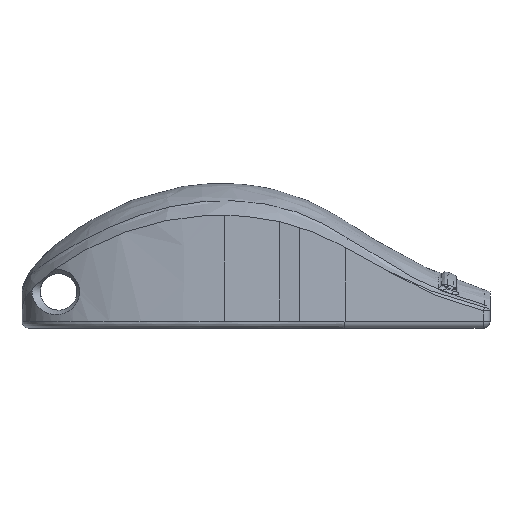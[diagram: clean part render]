
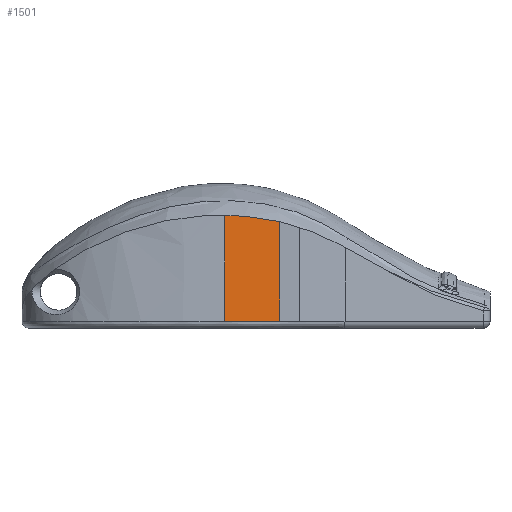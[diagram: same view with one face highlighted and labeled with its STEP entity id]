
A CAD part, front view. The second image highlights one B-rep face of the part: STEP entity #1501.
In plain terms, the highlighted planar face has unit normal (0.707, -0.707, 0).
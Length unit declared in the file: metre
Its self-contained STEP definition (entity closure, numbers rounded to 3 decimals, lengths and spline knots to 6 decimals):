
#1501 = ADVANCED_FACE( '', ( #3343 ), #3344, .F. );
#3343 = FACE_OUTER_BOUND( '', #9660, .T. );
#3344 = PLANE( '', #9661 );
#9660 = EDGE_LOOP( '', ( #16889, #16890, #16891, #16892 ) );
#9661 = AXIS2_PLACEMENT_3D( '', #16893, #16894, #16895 );
#16889 = ORIENTED_EDGE( '', *, *, #19965, .T. );
#16890 = ORIENTED_EDGE( '', *, *, #21501, .F. );
#16891 = ORIENTED_EDGE( '', *, *, #21502, .F. );
#16892 = ORIENTED_EDGE( '', *, *, #21256, .F. );
#16893 = CARTESIAN_POINT( '', ( -0.0045, -0.012875, 0.258818 ) );
#16894 = DIRECTION( '', ( -0.707, 0.707, 0. ) );
#16895 = DIRECTION( '', ( -0.707, -0.707, 0. ) );
#19965 = EDGE_CURVE( '', #22800, #22821, #22823, .T. );
#21256 = EDGE_CURVE( '', #22800, #24897, #24898, .F. );
#21501 = EDGE_CURVE( '', #25246, #22821, #25247, .T. );
#21502 = EDGE_CURVE( '', #24897, #25246, #25248, .T. );
#22800 = VERTEX_POINT( '', #27515 );
#22821 = VERTEX_POINT( '', #27548 );
#22823 = LINE( '', #27551, #27552 );
#24897 = VERTEX_POINT( '', #33250 );
#24898 = LINE( '', #33251, #33252 );
#25246 = VERTEX_POINT( '', #34097 );
#25247 = LINE( '', #34098, #34099 );
#25248 = B_SPLINE_CURVE_WITH_KNOTS( '', 3, ( #34100, #34101, #34102, #34103, #34104, #34105, #34106, #34107 ), .UNSPECIFIED., .F., .F., ( 4, 2, 2, 4 ), ( 0.004775, 0.007462, 0.010149, 0.015522 ), .UNSPECIFIED. );
#27515 = CARTESIAN_POINT( '', ( -0.004307, -0.012682, 0.001 ) );
#27548 = CARTESIAN_POINT( '', ( 0.00325, -0.005125, 0.001 ) );
#27551 = CARTESIAN_POINT( '', ( -0.0045, -0.012875, 0.001 ) );
#27552 = VECTOR( '', #37087, 1. );
#33250 = CARTESIAN_POINT( '', ( -0.004307, -0.012682, 0.01621 ) );
#33251 = CARTESIAN_POINT( '', ( -0.004307, -0.012682, 0.007738 ) );
#33252 = VECTOR( '', #37695, 1. );
#34097 = CARTESIAN_POINT( '', ( 0.00325, -0.005125, 0.017362 ) );
#34098 = CARTESIAN_POINT( '', ( 0.00325, -0.005125, 0.258818 ) );
#34099 = VECTOR( '', #37790, 1. );
#34100 = CARTESIAN_POINT( '', ( -0.004307, -0.012682, 0.01621 ) );
#34101 = CARTESIAN_POINT( '', ( -0.003699, -0.012074, 0.016461 ) );
#34102 = CARTESIAN_POINT( '', ( -0.003083, -0.011458, 0.016674 ) );
#34103 = CARTESIAN_POINT( '', ( -0.001835, -0.01021, 0.017026 ) );
#34104 = CARTESIAN_POINT( '', ( -0.001201, -0.009576, 0.017165 ) );
#34105 = CARTESIAN_POINT( '', ( 0.000701, -0.007674, 0.017458 ) );
#34106 = CARTESIAN_POINT( '', ( 0.001973, -0.006402, 0.017494 ) );
#34107 = CARTESIAN_POINT( '', ( 0.00325, -0.005125, 0.017362 ) );
#37087 = DIRECTION( '', ( 0.707, 0.707, 0. ) );
#37695 = DIRECTION( '', ( 0., 0., -1. ) );
#37790 = DIRECTION( '', ( 0., 0., -1. ) );
